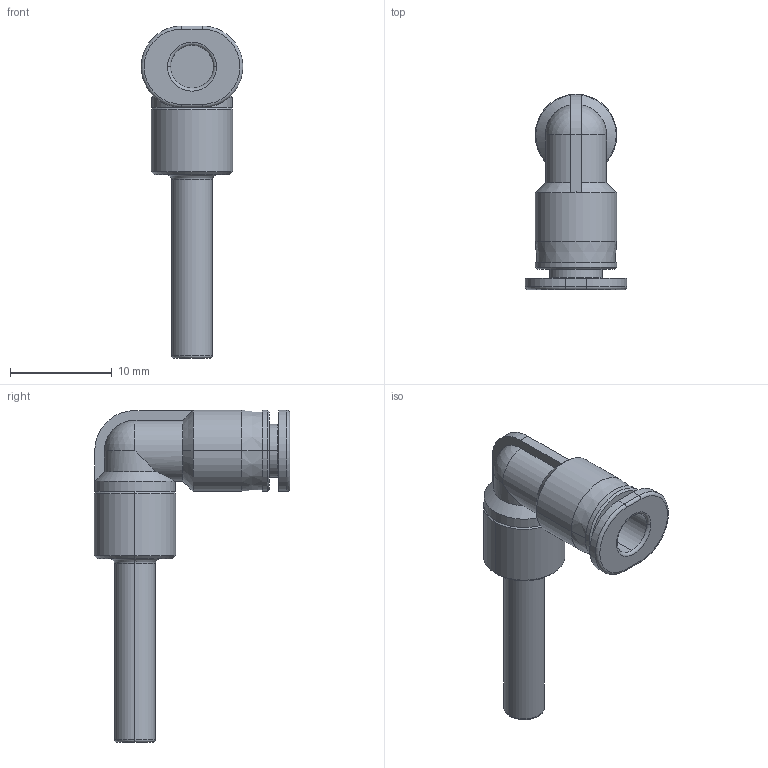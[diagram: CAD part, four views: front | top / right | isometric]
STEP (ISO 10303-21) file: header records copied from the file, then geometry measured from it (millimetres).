
FILE_DESCRIPTION((''),'2;1');
FILE_NAME('PLJ04C-mdt.stp','2017-07-24T14:48:03',(''),(''),'Mechanical Desktop 2009','Mechanical Desktop 2009',', , ');
FILE_SCHEMA(('CONFIG_CONTROL_DESIGN'));
Length unit declared in the file: millimetre
Products named in the file (4): PLJ04C-MDTA; PLJ04C-MDT; COLLAR-L04C; PJ
Assembly tree (4 placements, depth 2):
  PLJ04C-MDTA
    PLJ04C-MDT
    COLLAR-L04C  x2
    PJ
Bounding box: 10 x 19.2 x 32.6 mm (x, y, z)
Volume: 1125.7 mm3; surface area: 1326 mm2
Topology: 1 solids, 1 shells, 74 faces, 160 edges, 90 vertices
Faces by surface type: cylinder 27, plane 23, cone 12, torus 6, bspline 4, sphere 2
Entity records: 2320 total; most frequent: CARTESIAN_POINT 530, DIRECTION 393, ORIENTED_EDGE 318, AXIS2_PLACEMENT_3D 161, EDGE_CURVE 159, VERTEX_POINT 90, CIRCLE 84, EDGE_LOOP 81
